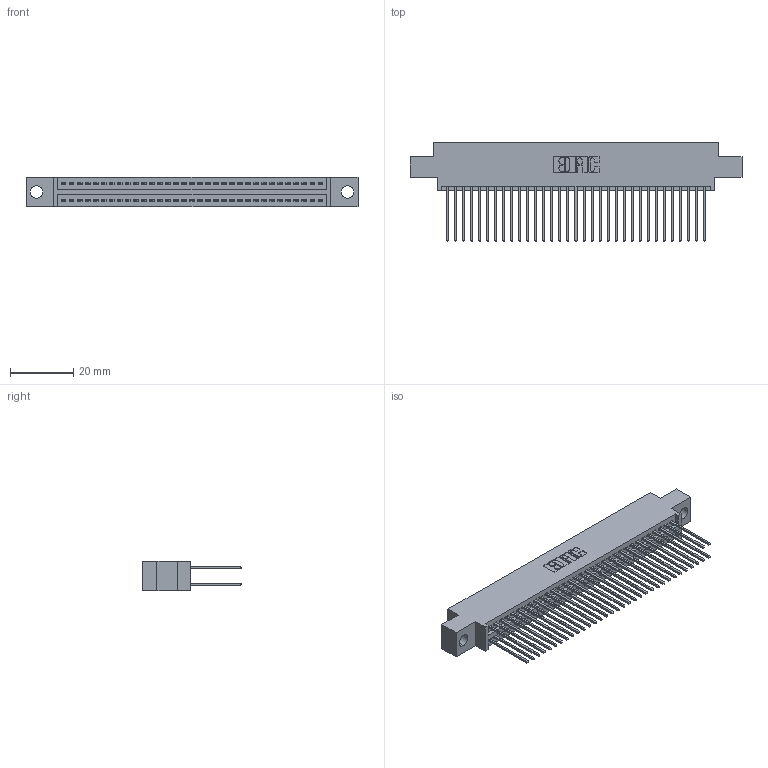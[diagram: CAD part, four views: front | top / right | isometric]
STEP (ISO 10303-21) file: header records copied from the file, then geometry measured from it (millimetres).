
FILE_DESCRIPTION (( 'STEP AP203' ), '1' );
FILE_NAME ('345-066-542-804.STEP', '2018-09-28T22:28:51', ( '' ), ( '' ), 'SwSTEP 2.0', 'SolidWorks 2016', '' );
FILE_SCHEMA (( 'CONFIG_CONTROL_DESIGN' ));
Length unit declared in the file: inch
Products named in the file (3): 345-066-542-804; 345-292-001_345-293-142; 345 Part_0.170 Offset - 0.156 Dia-TH
Assembly tree (67 placements, depth 2):
  345-066-542-804
    345 Part_0.170 Offset - 0.156 Dia-TH
    345-292-001_345-293-142  x66
Bounding box: 105.03 x 31.29 x 9.4 mm (x, y, z)
Volume: 10225.5 mm3; surface area: 16337.2 mm2
Topology: 67 solids, 67 shells, 3430 faces, 10187 edges, 6702 vertices
Faces by surface type: plane 2262, cylinder 1168
Entity records: 27257 total; most frequent: CARTESIAN_POINT 4580, ORIENTED_EDGE 4514, DIRECTION 4049, EDGE_CURVE 2257, VECTOR 1993, LINE 1993, VERTEX_POINT 1502, AXIS2_PLACEMENT_3D 1028
